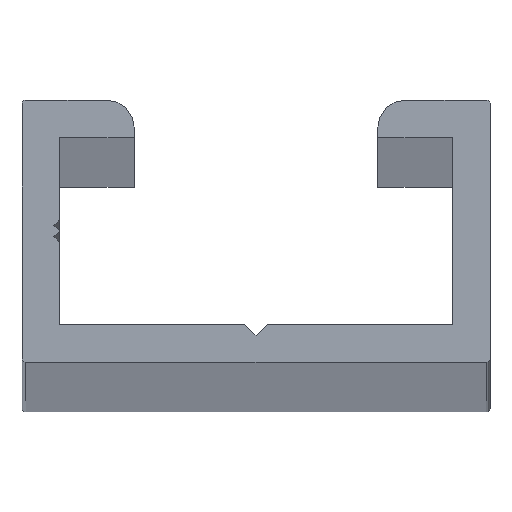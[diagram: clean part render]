
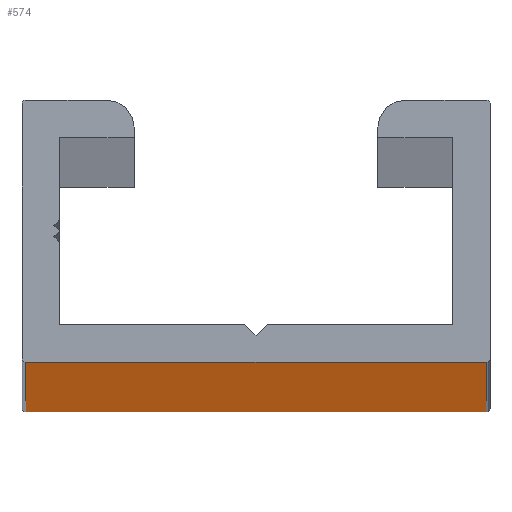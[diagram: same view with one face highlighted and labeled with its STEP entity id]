
A CAD part, top view. The second image highlights one B-rep face of the part: STEP entity #574.
In plain terms, the highlighted planar face has unit normal (0, -1, 0).
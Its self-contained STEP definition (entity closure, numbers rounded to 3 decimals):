
#38 = DIRECTION ( 'NONE',  ( 0., 0., -1. ) ) ;
#44 = ORIENTED_EDGE ( 'NONE', *, *, #676, .F. ) ;
#59 = ORIENTED_EDGE ( 'NONE', *, *, #567, .T. ) ;
#76 = VECTOR ( 'NONE', #715, 1000. ) ;
#115 = CARTESIAN_POINT ( 'NONE',  ( 12.3, 0., 0. ) ) ;
#123 = CARTESIAN_POINT ( 'NONE',  ( 12.3, 0., 0. ) ) ;
#127 = AXIS2_PLACEMENT_3D ( 'NONE', #123, #260, #559 ) ;
#135 = VERTEX_POINT ( 'NONE', #297 ) ;
#163 = CARTESIAN_POINT ( 'NONE',  ( 12.3, 0., 0. ) ) ;
#173 = CARTESIAN_POINT ( 'NONE',  ( -12.3, 0., 0. ) ) ;
#181 = LINE ( 'NONE', #173, #576 ) ;
#185 = VERTEX_POINT ( 'NONE', #773 ) ;
#205 = VERTEX_POINT ( 'NONE', #534 ) ;
#210 = EDGE_CURVE ( 'NONE', #205, #185, #653, .T. ) ;
#223 = CARTESIAN_POINT ( 'NONE',  ( 12.3, 0., -1524. ) ) ;
#247 = EDGE_LOOP ( 'NONE', ( #44, #915, #59, #840 ) ) ;
#260 = DIRECTION ( 'NONE',  ( 0., -1., 0. ) ) ;
#297 = CARTESIAN_POINT ( 'NONE',  ( -12.3, 0., -1524. ) ) ;
#299 = DIRECTION ( 'NONE',  ( -1., 0., 0. ) ) ;
#325 = VECTOR ( 'NONE', #299, 1000. ) ;
#382 = DIRECTION ( 'NONE',  ( 0., 0., -1. ) ) ;
#422 = LINE ( 'NONE', #115, #76 ) ;
#534 = CARTESIAN_POINT ( 'NONE',  ( 12.3, 0., 0. ) ) ;
#555 = LINE ( 'NONE', #223, #325 ) ;
#559 = DIRECTION ( 'NONE',  ( 1., 0., 0. ) ) ;
#567 = EDGE_CURVE ( 'NONE', #205, #575, #422, .T. ) ;
#574 = ADVANCED_FACE ( 'NONE', ( #835 ), #779, .T. ) ;
#575 = VERTEX_POINT ( 'NONE', #772 ) ;
#576 = VECTOR ( 'NONE', #382, 1000. ) ;
#637 = VECTOR ( 'NONE', #38, 1000. ) ;
#639 = EDGE_CURVE ( 'NONE', #575, #135, #181, .T. ) ;
#653 = LINE ( 'NONE', #163, #637 ) ;
#676 = EDGE_CURVE ( 'NONE', #185, #135, #555, .T. ) ;
#715 = DIRECTION ( 'NONE',  ( -1., 0., 0. ) ) ;
#772 = CARTESIAN_POINT ( 'NONE',  ( -12.3, 0., 0. ) ) ;
#773 = CARTESIAN_POINT ( 'NONE',  ( 12.3, 0., -1524. ) ) ;
#779 = PLANE ( 'NONE',  #127 ) ;
#835 = FACE_OUTER_BOUND ( 'NONE', #247, .T. ) ;
#840 = ORIENTED_EDGE ( 'NONE', *, *, #639, .T. ) ;
#915 = ORIENTED_EDGE ( 'NONE', *, *, #210, .F. ) ;
